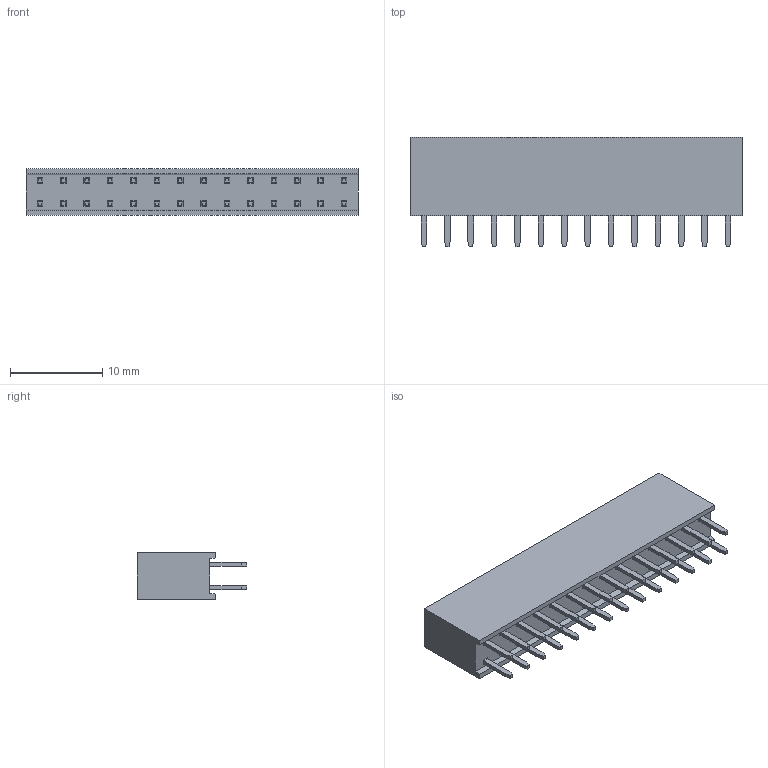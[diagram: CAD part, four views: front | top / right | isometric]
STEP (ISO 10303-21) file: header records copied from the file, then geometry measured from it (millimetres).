
FILE_DESCRIPTION (( 'STEP AP214' ), '1' );
FILE_NAME ('PPTC142LFBN-RC.STEP', '2022-06-27T17:47:56', ( '' ), ( '' ), 'SwSTEP 2.0', 'SolidWorks 2017', '' );
FILE_SCHEMA (( 'AUTOMOTIVE_DESIGN' ));
Length unit declared in the file: inch
Products named in the file (3): 2 row tin pins; 2 row tin body_14; PPTC142LFBN-RC
Assembly tree (15 placements, depth 2):
  PPTC142LFBN-RC
    2 row tin body_14
    2 row tin pins  x14
Bounding box: 36.07 x 11.91 x 5.08 mm (x, y, z)
Volume: 1438.2 mm3; surface area: 2258.1 mm2
Topology: 57 solids, 57 shells, 822 faces, 2012 edges, 1304 vertices
Faces by surface type: plane 654, cylinder 168
Entity records: 8271 total; most frequent: CARTESIAN_POINT 1400, ORIENTED_EDGE 1372, DIRECTION 1298, EDGE_CURVE 686, LINE 662, VECTOR 662, VERTEX_POINT 420, EDGE_LOOP 332
